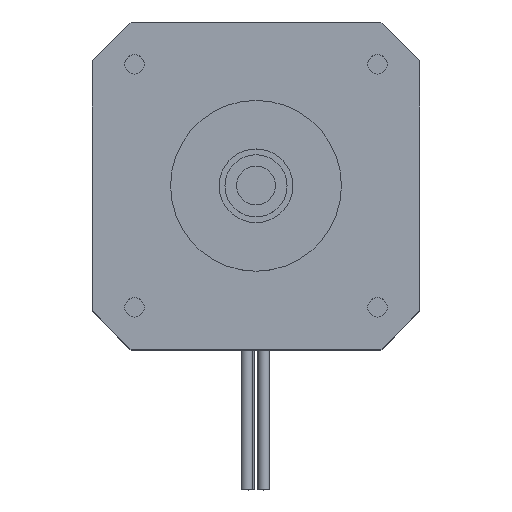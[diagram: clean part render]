
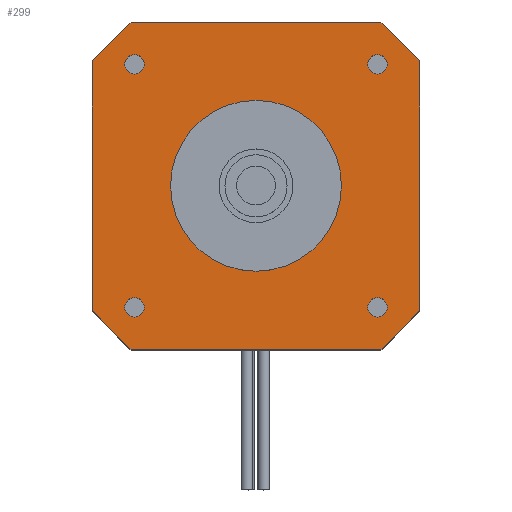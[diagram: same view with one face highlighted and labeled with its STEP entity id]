
A CAD part, top view. The second image highlights one B-rep face of the part: STEP entity #299.
In plain terms, the highlighted planar face has unit normal (0, 0, 1).
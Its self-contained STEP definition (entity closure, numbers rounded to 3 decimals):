
#160=FACE_BOUND('',#503,.T.);
#161=FACE_BOUND('',#504,.T.);
#162=FACE_BOUND('',#505,.T.);
#163=FACE_BOUND('',#506,.T.);
#164=FACE_BOUND('',#507,.T.);
#165=FACE_BOUND('',#508,.T.);
#245=CIRCLE('',#1422,1.25);
#246=CIRCLE('',#1423,1.25);
#247=CIRCLE('',#1424,1.25);
#248=CIRCLE('',#1425,1.25);
#249=CIRCLE('',#1426,11.);
#299=ADVANCED_FACE('',(#160,#161,#162,#163,#164,#165),#386,.F.);
#386=PLANE('',#1427);
#503=EDGE_LOOP('',(#660));
#504=EDGE_LOOP('',(#661));
#505=EDGE_LOOP('',(#662));
#506=EDGE_LOOP('',(#663));
#507=EDGE_LOOP('',(#664));
#508=EDGE_LOOP('',(#665,#666,#667,#668,#669,#670,#671,#672));
#660=ORIENTED_EDGE('',*,*,#1082,.F.);
#661=ORIENTED_EDGE('',*,*,#1083,.F.);
#662=ORIENTED_EDGE('',*,*,#1084,.F.);
#663=ORIENTED_EDGE('',*,*,#1085,.F.);
#664=ORIENTED_EDGE('',*,*,#1086,.F.);
#665=ORIENTED_EDGE('',*,*,#1067,.F.);
#666=ORIENTED_EDGE('',*,*,#1087,.T.);
#667=ORIENTED_EDGE('',*,*,#1061,.F.);
#668=ORIENTED_EDGE('',*,*,#1088,.T.);
#669=ORIENTED_EDGE('',*,*,#1059,.F.);
#670=ORIENTED_EDGE('',*,*,#1089,.T.);
#671=ORIENTED_EDGE('',*,*,#1071,.F.);
#672=ORIENTED_EDGE('',*,*,#1090,.T.);
#941=VERTEX_POINT('',#1942);
#942=VERTEX_POINT('',#1944);
#943=VERTEX_POINT('',#1948);
#944=VERTEX_POINT('',#1949);
#949=VERTEX_POINT('',#1960);
#950=VERTEX_POINT('',#1962);
#953=VERTEX_POINT('',#1969);
#954=VERTEX_POINT('',#1971);
#960=VERTEX_POINT('',#1990);
#961=VERTEX_POINT('',#1992);
#962=VERTEX_POINT('',#1994);
#963=VERTEX_POINT('',#1996);
#964=VERTEX_POINT('',#1998);
#1059=EDGE_CURVE('',#941,#942,#1213,.T.);
#1061=EDGE_CURVE('',#943,#944,#1215,.T.);
#1067=EDGE_CURVE('',#949,#950,#1221,.T.);
#1071=EDGE_CURVE('',#953,#954,#1225,.T.);
#1082=EDGE_CURVE('',#960,#960,#245,.T.);
#1083=EDGE_CURVE('',#961,#961,#246,.T.);
#1084=EDGE_CURVE('',#962,#962,#247,.T.);
#1085=EDGE_CURVE('',#963,#963,#248,.T.);
#1086=EDGE_CURVE('',#964,#964,#249,.T.);
#1087=EDGE_CURVE('',#949,#944,#1231,.T.);
#1088=EDGE_CURVE('',#943,#942,#1232,.T.);
#1089=EDGE_CURVE('',#941,#954,#1233,.T.);
#1090=EDGE_CURVE('',#953,#950,#1234,.T.);
#1213=LINE('',#1943,#1313);
#1215=LINE('',#1947,#1315);
#1221=LINE('',#1961,#1321);
#1225=LINE('',#1970,#1325);
#1231=LINE('',#1999,#1331);
#1232=LINE('',#2000,#1332);
#1233=LINE('',#2001,#1333);
#1234=LINE('',#2002,#1334);
#1313=VECTOR('',#1557,1.);
#1315=VECTOR('',#1561,1.);
#1321=VECTOR('',#1569,1.);
#1325=VECTOR('',#1575,1.);
#1331=VECTOR('',#1605,1.);
#1332=VECTOR('',#1606,1.);
#1333=VECTOR('',#1607,1.);
#1334=VECTOR('',#1608,1.);
#1422=AXIS2_PLACEMENT_3D('',#1989,#1595,#1596);
#1423=AXIS2_PLACEMENT_3D('',#1991,#1597,#1598);
#1424=AXIS2_PLACEMENT_3D('',#1993,#1599,#1600);
#1425=AXIS2_PLACEMENT_3D('',#1995,#1601,#1602);
#1426=AXIS2_PLACEMENT_3D('',#1997,#1603,#1604);
#1427=AXIS2_PLACEMENT_3D('',#2003,#1609,#1610);
#1557=DIRECTION('',(-1.,0.,0.));
#1561=DIRECTION('',(0.,1.,0.));
#1569=DIRECTION('',(1.,0.,0.));
#1575=DIRECTION('',(0.,-1.,0.));
#1595=DIRECTION('',(0.,0.,1.));
#1596=DIRECTION('',(0.,1.,0.));
#1597=DIRECTION('',(0.,0.,1.));
#1598=DIRECTION('',(1.,0.,0.));
#1599=DIRECTION('',(0.,0.,1.));
#1600=DIRECTION('',(-1.,0.,0.));
#1601=DIRECTION('',(0.,0.,1.));
#1602=DIRECTION('',(0.,-1.,0.));
#1603=DIRECTION('',(0.,0.,1.));
#1604=DIRECTION('',(1.,0.,0.));
#1605=DIRECTION('',(-0.707,-0.707,0.));
#1606=DIRECTION('',(0.707,-0.707,0.));
#1607=DIRECTION('',(0.707,0.707,0.));
#1608=DIRECTION('',(-0.707,0.707,0.));
#1609=DIRECTION('',(0.,0.,-1.));
#1610=DIRECTION('',(-1.,0.,0.));
#1942=CARTESIAN_POINT('',(12.2,-15.2,0.));
#1943=CARTESIAN_POINT('',(17.2,-15.2,0.));
#1944=CARTESIAN_POINT('',(-20.,-15.2,0.));
#1947=CARTESIAN_POINT('',(-25.,-15.2,0.));
#1948=CARTESIAN_POINT('',(-25.,-10.2,0.));
#1949=CARTESIAN_POINT('',(-25.,22.,0.));
#1960=CARTESIAN_POINT('',(-20.,27.,0.));
#1961=CARTESIAN_POINT('',(-25.,27.,0.));
#1962=CARTESIAN_POINT('',(12.2,27.,0.));
#1969=CARTESIAN_POINT('',(17.2,22.,0.));
#1970=CARTESIAN_POINT('',(17.2,27.,0.));
#1971=CARTESIAN_POINT('',(17.2,-10.2,0.));
#1989=CARTESIAN_POINT('',(-19.55,-9.75,0.));
#1990=CARTESIAN_POINT('',(-19.55,-8.5,0.));
#1991=CARTESIAN_POINT('',(-19.55,21.55,0.));
#1992=CARTESIAN_POINT('',(-18.3,21.55,0.));
#1993=CARTESIAN_POINT('',(11.75,-9.75,0.));
#1994=CARTESIAN_POINT('',(10.5,-9.75,0.));
#1995=CARTESIAN_POINT('',(11.75,21.55,0.));
#1996=CARTESIAN_POINT('',(11.75,20.3,0.));
#1997=CARTESIAN_POINT('',(-3.9,5.9,0.));
#1998=CARTESIAN_POINT('',(7.1,5.9,0.));
#1999=CARTESIAN_POINT('',(-20.,27.,0.));
#2000=CARTESIAN_POINT('',(-25.,-10.2,0.));
#2001=CARTESIAN_POINT('',(12.2,-15.2,0.));
#2002=CARTESIAN_POINT('',(17.2,22.,0.));
#2003=CARTESIAN_POINT('',(0.,0.,0.));
